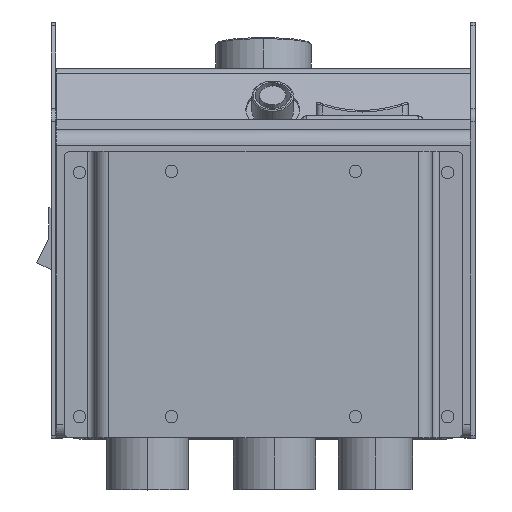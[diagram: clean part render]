
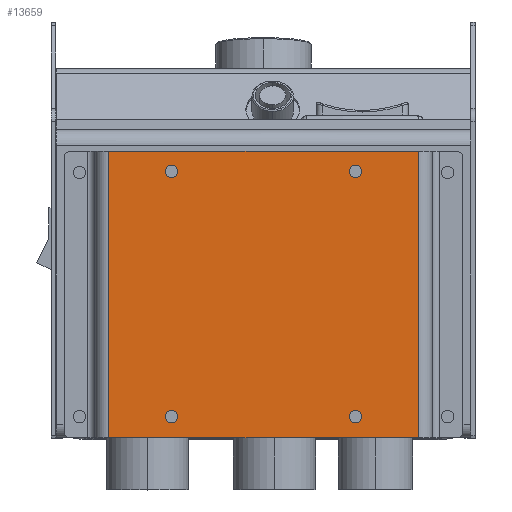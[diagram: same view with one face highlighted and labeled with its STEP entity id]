
A CAD part, front view. The second image highlights one B-rep face of the part: STEP entity #13659.
In plain terms, the highlighted planar face has unit normal (0, -1, 0).
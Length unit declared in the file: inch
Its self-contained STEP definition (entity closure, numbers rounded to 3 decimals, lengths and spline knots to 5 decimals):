
#7158 = DIRECTION ( 'NONE',  ( 0., 0., -1. ) ) ;
#7159 = DIRECTION ( 'NONE',  ( 0., -1., 0. ) ) ;
#7160 = CARTESIAN_POINT ( 'NONE',  ( -4.95, 0., 0.344 ) ) ;
#7161 = AXIS2_PLACEMENT_3D ( 'NONE', #7160, #7159, #7158 ) ;
#7162 = CIRCLE ( 'NONE', #7161, 0.1015 ) ;
#7164 = CARTESIAN_POINT ( 'NONE',  ( -4.95, 0., 0.2425 ) ) ;
#7165 = CARTESIAN_POINT ( 'NONE',  ( -4.95, 0., 0.4455 ) ) ;
#7187 = CARTESIAN_POINT ( 'NONE',  ( -4.95, 0., 4.2425 ) ) ;
#7188 = DIRECTION ( 'NONE',  ( 0., 0., -1. ) ) ;
#7189 = DIRECTION ( 'NONE',  ( 0., -1., 0. ) ) ;
#7190 = CARTESIAN_POINT ( 'NONE',  ( -4.95, 0., 4.344 ) ) ;
#7191 = AXIS2_PLACEMENT_3D ( 'NONE', #7190, #7189, #7188 ) ;
#7192 = CIRCLE ( 'NONE', #7191, 0.1015 ) ;
#7193 = CARTESIAN_POINT ( 'NONE',  ( -4.95, 0., 4.4455 ) ) ;
#7255 = CARTESIAN_POINT ( 'NONE',  ( -1.95, 0., 0.2425 ) ) ;
#7256 = DIRECTION ( 'NONE',  ( 0., 0., -1. ) ) ;
#7257 = DIRECTION ( 'NONE',  ( 0., -1., 0. ) ) ;
#7258 = CARTESIAN_POINT ( 'NONE',  ( -1.95, 0., 0.344 ) ) ;
#7259 = AXIS2_PLACEMENT_3D ( 'NONE', #7258, #7257, #7256 ) ;
#7260 = CIRCLE ( 'NONE', #7259, 0.1015 ) ;
#7261 = CARTESIAN_POINT ( 'NONE',  ( -1.95, 0., 0.4455 ) ) ;
#7291 = CARTESIAN_POINT ( 'NONE',  ( -1.95, 0., 4.2425 ) ) ;
#7292 = DIRECTION ( 'NONE',  ( 0., 0., -1. ) ) ;
#7293 = DIRECTION ( 'NONE',  ( 0., -1., 0. ) ) ;
#7294 = CARTESIAN_POINT ( 'NONE',  ( -1.95, 0., 4.344 ) ) ;
#7295 = AXIS2_PLACEMENT_3D ( 'NONE', #7294, #7293, #7292 ) ;
#7296 = CIRCLE ( 'NONE', #7295, 0.1015 ) ;
#7297 = CARTESIAN_POINT ( 'NONE',  ( -1.95, 0., 4.4455 ) ) ;
#9037 = DIRECTION ( 'NONE',  ( 0., 0., -1. ) ) ;
#9038 = DIRECTION ( 'NONE',  ( 0., -1., 0. ) ) ;
#9039 = CARTESIAN_POINT ( 'NONE',  ( -4.95, 0., 0.344 ) ) ;
#9040 = AXIS2_PLACEMENT_3D ( 'NONE', #9039, #9038, #9037 ) ;
#9041 = CIRCLE ( 'NONE', #9040, 0.1015 ) ;
#9054 = DIRECTION ( 'NONE',  ( 0., 0., -1. ) ) ;
#9055 = DIRECTION ( 'NONE',  ( 0., -1., 0. ) ) ;
#9056 = CARTESIAN_POINT ( 'NONE',  ( -1.95, 0., 0.344 ) ) ;
#9057 = AXIS2_PLACEMENT_3D ( 'NONE', #9056, #9055, #9054 ) ;
#9058 = CIRCLE ( 'NONE', #9057, 0.1015 ) ;
#9150 = DIRECTION ( 'NONE',  ( 0., 0., -1. ) ) ;
#9151 = DIRECTION ( 'NONE',  ( 0., -1., 0. ) ) ;
#9152 = CARTESIAN_POINT ( 'NONE',  ( -4.95, 0., 4.344 ) ) ;
#9153 = AXIS2_PLACEMENT_3D ( 'NONE', #9152, #9151, #9150 ) ;
#9154 = CIRCLE ( 'NONE', #9153, 0.1015 ) ;
#9168 = DIRECTION ( 'NONE',  ( 0., 0., -1. ) ) ;
#9169 = DIRECTION ( 'NONE',  ( 0., -1., 0. ) ) ;
#9170 = CARTESIAN_POINT ( 'NONE',  ( -1.95, 0., 4.344 ) ) ;
#9171 = AXIS2_PLACEMENT_3D ( 'NONE', #9170, #9169, #9168 ) ;
#9172 = CIRCLE ( 'NONE', #9171, 0.1015 ) ;
#9228 = PLANE ( 'NONE',  #9355 ) ;
#9229 = FACE_OUTER_BOUND ( 'NONE', #13816, .T. ) ;
#9230 = FACE_BOUND ( 'NONE', #13669, .T. ) ;
#9231 = FACE_BOUND ( 'NONE', #13666, .T. ) ;
#9232 = FACE_BOUND ( 'NONE', #13663, .T. ) ;
#9233 = FACE_BOUND ( 'NONE', #13660, .T. ) ;
#9352 = DIRECTION ( 'NONE',  ( 0., 0., 1. ) ) ;
#9353 = DIRECTION ( 'NONE',  ( 0., 1., 0. ) ) ;
#9354 = CARTESIAN_POINT ( 'NONE',  ( -5.97, 0., 0. ) ) ;
#9355 = AXIS2_PLACEMENT_3D ( 'NONE', #9354, #9353, #9352 ) ;
#9394 = CARTESIAN_POINT ( 'NONE',  ( -0.93, 0., 0. ) ) ;
#9395 = CARTESIAN_POINT ( 'NONE',  ( -0.93, 0., 4.668 ) ) ;
#9396 = DIRECTION ( 'NONE',  ( 0., 0., -1. ) ) ;
#9397 = VECTOR ( 'NONE', #9396, 39.37008 ) ;
#9398 = CARTESIAN_POINT ( 'NONE',  ( -0.93, 0., 2.334 ) ) ;
#9403 = LINE ( 'NONE', #9398, #9397 ) ;
#9451 = CARTESIAN_POINT ( 'NONE',  ( -5.97, 0., 4.668 ) ) ;
#9452 = DIRECTION ( 'NONE',  ( 0., 0., -1. ) ) ;
#9453 = VECTOR ( 'NONE', #9452, 39.37008 ) ;
#9454 = CARTESIAN_POINT ( 'NONE',  ( -5.97, 0., 2.334 ) ) ;
#9459 = LINE ( 'NONE', #9454, #9453 ) ;
#9598 = DIRECTION ( 'NONE',  ( -1., 0., 0. ) ) ;
#9599 = VECTOR ( 'NONE', #9598, 39.37008 ) ;
#9600 = CARTESIAN_POINT ( 'NONE',  ( -3.45, 0., 4.668 ) ) ;
#9601 = LINE ( 'NONE', #9600, #9599 ) ;
#9602 = DIRECTION ( 'NONE',  ( -1., 0., 0. ) ) ;
#9603 = VECTOR ( 'NONE', #9602, 39.37008 ) ;
#9604 = CARTESIAN_POINT ( 'NONE',  ( -3.45, 0., 0. ) ) ;
#9605 = LINE ( 'NONE', #9604, #9603 ) ;
#9606 = CARTESIAN_POINT ( 'NONE',  ( -5.97, 0., 0. ) ) ;
#12500 = VERTEX_POINT ( 'NONE', #7193 ) ;
#12502 = EDGE_CURVE ( 'NONE', #12500, #12503, #7192, .T. ) ;
#12503 = VERTEX_POINT ( 'NONE', #7187 ) ;
#12514 = VERTEX_POINT ( 'NONE', #7165 ) ;
#12515 = VERTEX_POINT ( 'NONE', #7164 ) ;
#12517 = EDGE_CURVE ( 'NONE', #12514, #12515, #7162, .T. ) ;
#12528 = VERTEX_POINT ( 'NONE', #7261 ) ;
#12530 = EDGE_CURVE ( 'NONE', #12528, #12531, #7260, .T. ) ;
#12531 = VERTEX_POINT ( 'NONE', #7255 ) ;
#12542 = VERTEX_POINT ( 'NONE', #7297 ) ;
#12544 = EDGE_CURVE ( 'NONE', #12542, #12545, #7296, .T. ) ;
#12545 = VERTEX_POINT ( 'NONE', #7291 ) ;
#13418 = EDGE_CURVE ( 'NONE', #12545, #12542, #9172, .T. ) ;
#13426 = EDGE_CURVE ( 'NONE', #12531, #12528, #9058, .T. ) ;
#13434 = EDGE_CURVE ( 'NONE', #12515, #12514, #9041, .T. ) ;
#13442 = EDGE_CURVE ( 'NONE', #12503, #12500, #9154, .T. ) ;
#13523 = EDGE_CURVE ( 'NONE', #13524, #13525, #9403, .T. ) ;
#13524 = VERTEX_POINT ( 'NONE', #9395 ) ;
#13525 = VERTEX_POINT ( 'NONE', #9394 ) ;
#13659 = ADVANCED_FACE ( 'NONE', ( #9233, #9232, #9231, #9230, #9229 ), #9228, .F. ) ;
#13660 = EDGE_LOOP ( 'NONE', ( #13661, #13662 ) ) ;
#13661 = ORIENTED_EDGE ( 'NONE', *, *, #13442, .F. ) ;
#13662 = ORIENTED_EDGE ( 'NONE', *, *, #12502, .F. ) ;
#13663 = EDGE_LOOP ( 'NONE', ( #13664, #13665 ) ) ;
#13664 = ORIENTED_EDGE ( 'NONE', *, *, #13434, .F. ) ;
#13665 = ORIENTED_EDGE ( 'NONE', *, *, #12517, .F. ) ;
#13666 = EDGE_LOOP ( 'NONE', ( #13667, #13668 ) ) ;
#13667 = ORIENTED_EDGE ( 'NONE', *, *, #13426, .F. ) ;
#13668 = ORIENTED_EDGE ( 'NONE', *, *, #12530, .F. ) ;
#13669 = EDGE_LOOP ( 'NONE', ( #13814, #13815 ) ) ;
#13814 = ORIENTED_EDGE ( 'NONE', *, *, #13418, .F. ) ;
#13815 = ORIENTED_EDGE ( 'NONE', *, *, #12544, .F. ) ;
#13816 = EDGE_LOOP ( 'NONE', ( #13817, #13821, #13823, #13824 ) ) ;
#13817 = ORIENTED_EDGE ( 'NONE', *, *, #13818, .T. ) ;
#13818 = EDGE_CURVE ( 'NONE', #13819, #13820, #9459, .T. ) ;
#13819 = VERTEX_POINT ( 'NONE', #9451 ) ;
#13820 = VERTEX_POINT ( 'NONE', #9606 ) ;
#13821 = ORIENTED_EDGE ( 'NONE', *, *, #13822, .F. ) ;
#13822 = EDGE_CURVE ( 'NONE', #13525, #13820, #9605, .T. ) ;
#13823 = ORIENTED_EDGE ( 'NONE', *, *, #13523, .F. ) ;
#13824 = ORIENTED_EDGE ( 'NONE', *, *, #13825, .T. ) ;
#13825 = EDGE_CURVE ( 'NONE', #13524, #13819, #9601, .T. ) ;
